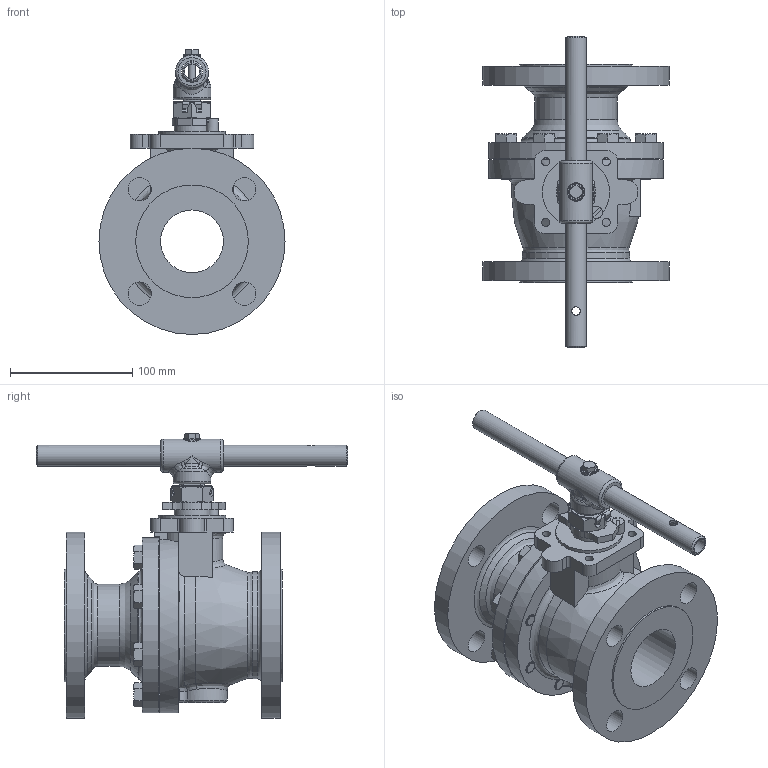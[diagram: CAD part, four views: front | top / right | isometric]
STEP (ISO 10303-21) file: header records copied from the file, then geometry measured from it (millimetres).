
FILE_DESCRIPTION((''),'2;1');
FILE_NAME('GA-F819-20-CL150-W-A-1.stp','2011-05-16T13:00:33',('jaday'),(''),'Autodesk Inventor 2009','Autodesk Inventor 2009','');
FILE_SCHEMA(('AUTOMOTIVE_DESIGN { 1 0 10303 214 1 1 1 1 }'));
Length unit declared in the file: millimetre
Products named in the file (12): GA-F819-20-CL150-W-A-1; GA-B81920-20100-A-1; GA-B81820-87000-A-1; GA-F819-20-STEM-BUILD-A-1; GA-B81920-04038-A-1; GA-B00025-06002-A-1; GA-B00025-52001-A-1; GA-B81920-60096-A-1; M10-8-030-210-A-1; GA-B81920-01005-A-1; B00025-01026-A-1; M06-8-030-110-A-1
Assembly tree (18 placements, depth 2):
  GA-F819-20-CL150-W-A-1
    GA-B81920-20100-A-1
    GA-B81820-87000-A-1
    GA-F819-20-STEM-BUILD-A-1
    GA-B81920-04038-A-1
    GA-B00025-06002-A-1
    GA-B00025-52001-A-1
    GA-B81920-60096-A-1
    M10-8-030-210-A-1  x8
    GA-B81920-01005-A-1
    B00025-01026-A-1
    M06-8-030-110-A-1
Bounding box: 152 x 254.5 x 232.59 mm (x, y, z)
Volume: 1587889.7 mm3; surface area: 274824.5 mm2
Topology: 18 solids, 18 shells, 480 faces, 1134 edges, 702 vertices
Faces by surface type: plane 203, cylinder 108, cone 83, bspline 76, torus 10
Full cylindrical faces by diameter (mm): 6 x1, 7 x5, 9.95 x1, 10 x8, 11 x8, 12.48 x1, 17.1 x1, 17.75 x2, 19 x9, 27 x1, 29.075 x1, 31 x1, 51.25 x2, 54.875 x1, 67.1 x1, 87.49 x1, 88 x1, 92 x2, 108 x1, 143 x1, 152 x2
Entity records: 14709 total; most frequent: CARTESIAN_POINT 6519, DIRECTION 1572, ORIENTED_EDGE 1560, EDGE_CURVE 780, AXIS2_PLACEMENT_3D 630, VERTEX_POINT 531, EDGE_LOOP 529, FACE_OUTER_BOUND 361
